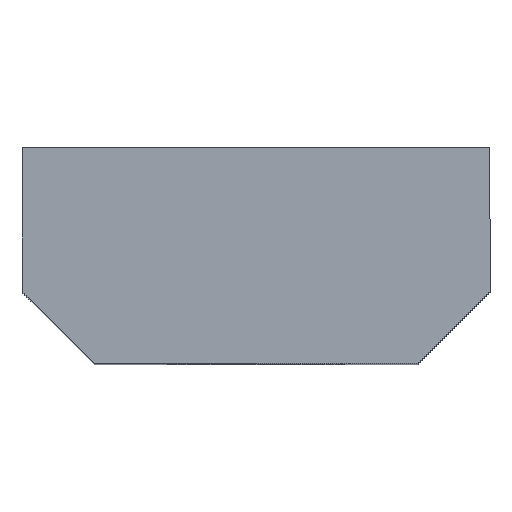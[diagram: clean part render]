
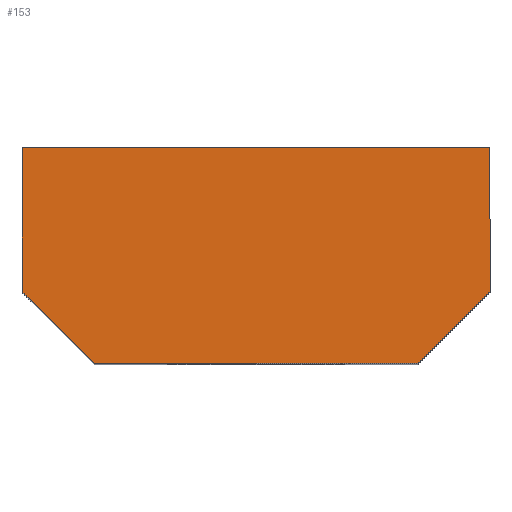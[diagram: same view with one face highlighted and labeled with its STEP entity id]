
A CAD part, top view. The second image highlights one B-rep face of the part: STEP entity #153.
In plain terms, the highlighted planar face has unit normal (0, 0, 1).
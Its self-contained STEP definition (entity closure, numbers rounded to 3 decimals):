
#7 = VERTEX_POINT ( 'NONE', #146 ) ;
#18 = VERTEX_POINT ( 'NONE', #141 ) ;
#19 = VERTEX_POINT ( 'NONE', #149 ) ;
#21 = EDGE_CURVE ( 'NONE', #7, #18, #219, .T. ) ;
#34 = EDGE_CURVE ( 'NONE', #18, #39, #171, .T. ) ;
#39 = VERTEX_POINT ( 'NONE', #170 ) ;
#45 = EDGE_CURVE ( 'NONE', #39, #19, #216, .T. ) ;
#49 = VECTOR ( 'NONE', #50, 1000. ) ;
#50 = DIRECTION ( 'NONE',  ( 0., -1., 0. ) ) ;
#57 = VERTEX_POINT ( 'NONE', #108 ) ;
#68 = ORIENTED_EDGE ( 'NONE', *, *, #82, .T. ) ;
#70 = EDGE_LOOP ( 'NONE', ( #68, #120, #158, #123, #119, #160 ) ) ;
#72 = VERTEX_POINT ( 'NONE', #139 ) ;
#82 = EDGE_CURVE ( 'NONE', #72, #57, #256, .T. ) ;
#85 = EDGE_CURVE ( 'NONE', #57, #7, #176, .T. ) ;
#99 = EDGE_CURVE ( 'NONE', #19, #72, #290, .T. ) ;
#108 = CARTESIAN_POINT ( 'NONE',  ( -6.5, -4., 10. ) ) ;
#119 = ORIENTED_EDGE ( 'NONE', *, *, #45, .T. ) ;
#120 = ORIENTED_EDGE ( 'NONE', *, *, #85, .T. ) ;
#123 = ORIENTED_EDGE ( 'NONE', *, *, #34, .T. ) ;
#139 = CARTESIAN_POINT ( 'NONE',  ( -6.5, 0., 10. ) ) ;
#141 = CARTESIAN_POINT ( 'NONE',  ( 4.5, -6., 10. ) ) ;
#146 = CARTESIAN_POINT ( 'NONE',  ( -4.5, -6., 10. ) ) ;
#149 = CARTESIAN_POINT ( 'NONE',  ( 6.5, 0., 10. ) ) ;
#153 = ADVANCED_FACE ( 'NONE', ( #260 ), #305, .T. ) ;
#158 = ORIENTED_EDGE ( 'NONE', *, *, #21, .T. ) ;
#160 = ORIENTED_EDGE ( 'NONE', *, *, #99, .T. ) ;
#169 = VECTOR ( 'NONE', #211, 1000. ) ;
#170 = CARTESIAN_POINT ( 'NONE',  ( 6.5, -4., 10. ) ) ;
#171 = LINE ( 'NONE', #188, #173 ) ;
#173 = VECTOR ( 'NONE', #187, 1000. ) ;
#176 = LINE ( 'NONE', #209, #169 ) ;
#182 = DIRECTION ( 'NONE',  ( 0., 1., 0. ) ) ;
#183 = VECTOR ( 'NONE', #182, 1000. ) ;
#187 = DIRECTION ( 'NONE',  ( 0.707, 0.707, 0. ) ) ;
#188 = CARTESIAN_POINT ( 'NONE',  ( 6.5, -4., 10. ) ) ;
#198 = CARTESIAN_POINT ( 'NONE',  ( 6.5, 0., 10. ) ) ;
#207 = DIRECTION ( 'NONE',  ( 1., 0., 0. ) ) ;
#209 = CARTESIAN_POINT ( 'NONE',  ( -6.5, -4., 10. ) ) ;
#211 = DIRECTION ( 'NONE',  ( 0.707, -0.707, 0. ) ) ;
#216 = LINE ( 'NONE', #198, #183 ) ;
#219 = LINE ( 'NONE', #223, #222 ) ;
#222 = VECTOR ( 'NONE', #207, 1000. ) ;
#223 = CARTESIAN_POINT ( 'NONE',  ( -4.5, -6., 10. ) ) ;
#255 = CARTESIAN_POINT ( 'NONE',  ( -6.5, 0., 10. ) ) ;
#256 = LINE ( 'NONE', #255, #49 ) ;
#260 = FACE_OUTER_BOUND ( 'NONE', #70, .T. ) ;
#262 = DIRECTION ( 'NONE',  ( 1., 0., 0. ) ) ;
#263 = DIRECTION ( 'NONE',  ( 0., 0., 1. ) ) ;
#264 = CARTESIAN_POINT ( 'NONE',  ( -6.5, -6., 10. ) ) ;
#276 = DIRECTION ( 'NONE',  ( -1., 0., 0. ) ) ;
#277 = VECTOR ( 'NONE', #276, 1000. ) ;
#289 = CARTESIAN_POINT ( 'NONE',  ( -6.5, 0., 10. ) ) ;
#290 = LINE ( 'NONE', #289, #277 ) ;
#305 = PLANE ( 'NONE',  #311 ) ;
#311 = AXIS2_PLACEMENT_3D ( 'NONE', #264, #263, #262 ) ;
